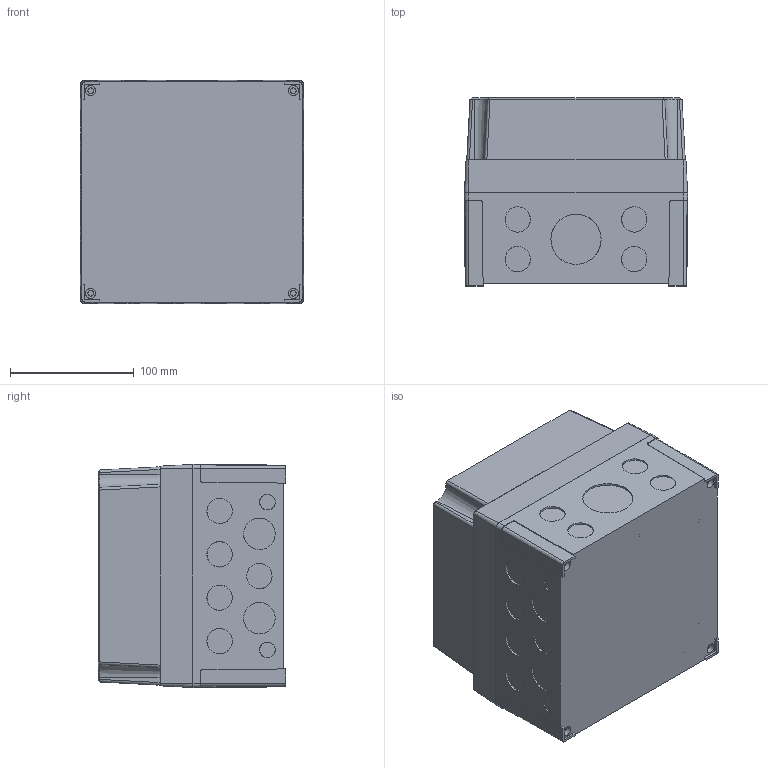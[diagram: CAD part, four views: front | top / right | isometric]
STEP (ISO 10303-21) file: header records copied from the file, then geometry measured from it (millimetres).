
FILE_DESCRIPTION (( 'STEP AP203' ), '1' );
FILE_NAME ('ULPCM175150XG_Default.step', '2025-08-29T17:50:11', ( 'Windows User' ), ( 'AUTOMATION DIRECT' ), 'SwSTEP 2.0', 'SolidWorks 2024', '' );
FILE_SCHEMA (( 'CONFIG_CONTROL_DESIGN' ));
Length unit declared in the file: millimetre
Products named in the file (1): ULPCM175150XG_Default
Bounding box: 180.1 x 151.6 x 180.1 mm (x, y, z)
Volume: 511430.4 mm3; surface area: 348027.4 mm2
Topology: 12 solids, 12 shells, 544 faces, 1298 edges, 870 vertices
Faces by surface type: plane 358, cylinder 136, cone 48, bspline 2
Full cylindrical faces by diameter (mm): 2.5 x8, 3.2 x17, 4 x12, 4.5 x4, 7.2 x4, 8 x24, 11 x4, 11.6 x4, 12.5 x4, 20.5 x22, 25.5 x4, 40.5 x1
Entity records: 18147 total; most frequent: CARTESIAN_POINT 6210, DIRECTION 2440, ORIENTED_EDGE 2242, EDGE_CURVE 1121, AXIS2_PLACEMENT_3D 892, VERTEX_POINT 801, EDGE_LOOP 764, VECTOR 656
